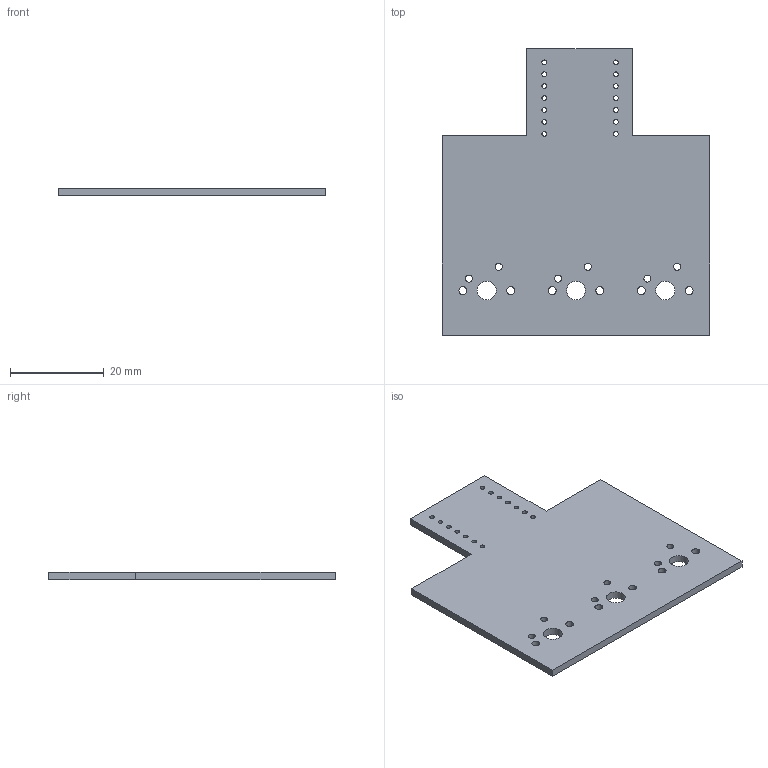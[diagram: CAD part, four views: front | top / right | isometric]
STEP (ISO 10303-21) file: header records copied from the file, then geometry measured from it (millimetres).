
FILE_DESCRIPTION(('KiCad electronic assembly'),'2;1');
FILE_NAME('macropadSimple2.step','2024-10-21T14:11:39',('Pcbnew'),( 'Kicad'),'Open CASCADE STEP processor 7.8','KiCad to STEP converter' ,'Unknown');
FILE_SCHEMA(('AUTOMOTIVE_DESIGN { 1 0 10303 214 1 1 1 1 }'));
Length unit declared in the file: millimetre
Products named in the file (2): macropadSimple2 1; macropad_PCB
Assembly tree (1 placements, depth 2):
  macropadSimple2 1
    macropad_PCB
Bounding box: 57 x 61 x 1.6 mm (x, y, z)
Volume: 4425.3 mm3; surface area: 6136.5 mm2
Topology: 1 solids, 1 shells, 39 faces, 111 edges, 74 vertices
Faces by surface type: cylinder 29, plane 10
Full cylindrical faces by diameter (mm): 1 x14, 1.5 x6, 1.7 x6, 4 x3
Entity records: 1456 total; most frequent: DIRECTION 251, CARTESIAN_POINT 226, ORIENTED_EDGE 222, EDGE_CURVE 111, AXIS2_PLACEMENT_3D 99, FACE_BOUND 97, EDGE_LOOP 97, VERTEX_POINT 74
